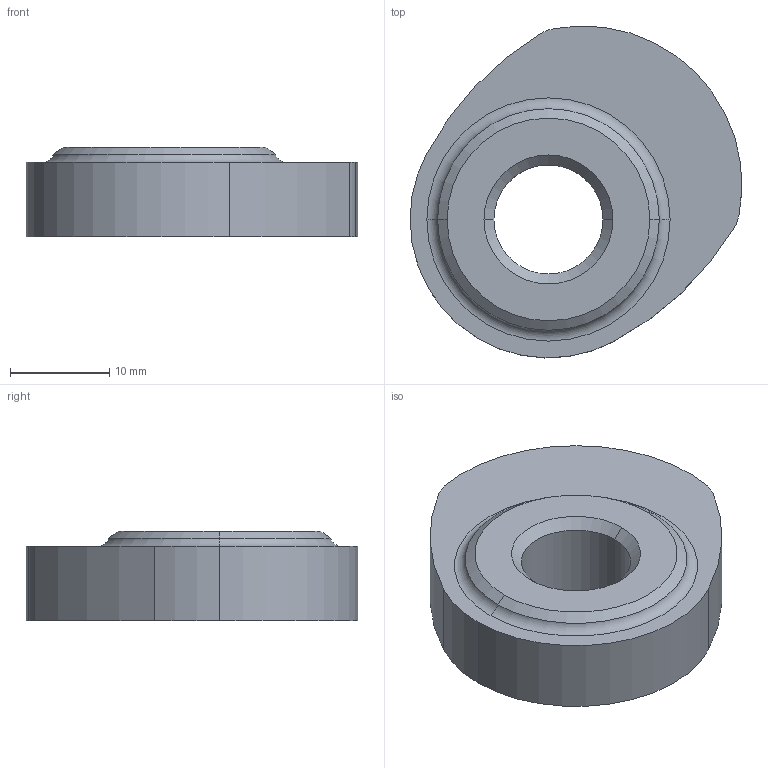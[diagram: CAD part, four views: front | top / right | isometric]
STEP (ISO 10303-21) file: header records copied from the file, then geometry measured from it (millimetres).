
FILE_DESCRIPTION (( 'STEP AP214' ), '1' );
FILE_NAME ('DR4079.STEP', '2018-02-08T18:46:15', ( 'Accounting' ), ( 'Microsoft' ), 'SwSTEP 2.0', 'SolidWorks 2017', '' );
FILE_SCHEMA (( 'AUTOMOTIVE_DESIGN' ));
Length unit declared in the file: millimetre
Products named in the file (1): DR4079
Bounding box: 33.45 x 33.44 x 9 mm (x, y, z)
Volume: 5884.9 mm3; surface area: 2709.1 mm2
Topology: 1 solids, 1 shells, 24 faces, 53 edges, 34 vertices
Faces by surface type: cylinder 13, plane 5, cone 4, torus 2
Entity records: 719 total; most frequent: DIRECTION 139, CARTESIAN_POINT 112, ORIENTED_EDGE 106, AXIS2_PLACEMENT_3D 61, EDGE_CURVE 53, CIRCLE 36, VERTEX_POINT 34, EDGE_LOOP 29
